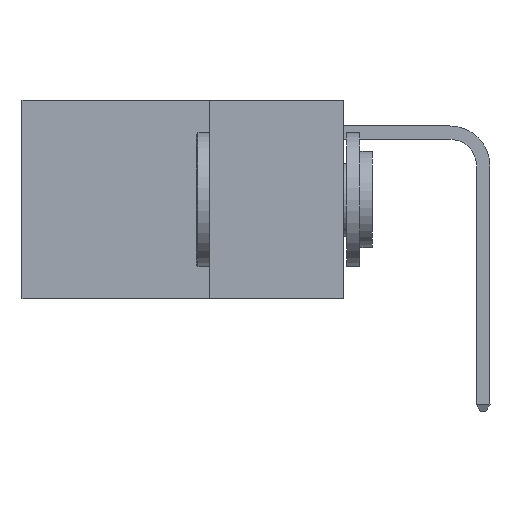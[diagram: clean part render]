
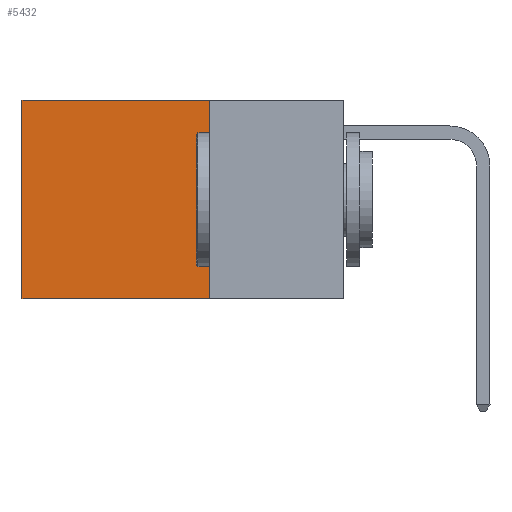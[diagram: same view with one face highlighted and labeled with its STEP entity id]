
A CAD part, left-side view. The second image highlights one B-rep face of the part: STEP entity #5432.
In plain terms, the highlighted planar face has unit normal (-1, 0, 0).
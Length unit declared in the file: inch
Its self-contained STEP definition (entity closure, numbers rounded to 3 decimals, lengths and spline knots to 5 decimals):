
#105 = CARTESIAN_POINT ( 'NONE',  ( 0.2625, 0.25, 0. ) ) ;
#112 = DIRECTION ( 'NONE',  ( 0., 1., 0. ) ) ;
#1170 = EDGE_CURVE ( 'NONE', #6483, #5134, #9870, .T. ) ;
#1784 = FACE_OUTER_BOUND ( 'NONE', #4845, .T. ) ;
#2522 = DIRECTION ( 'NONE',  ( 0., 0., -1. ) ) ;
#2529 = DIRECTION ( 'NONE',  ( 1., 0., 0. ) ) ;
#2533 = PLANE ( 'NONE',  #10492 ) ;
#2569 = CARTESIAN_POINT ( 'NONE',  ( 0.2625, 0.25, 0. ) ) ;
#3231 = VECTOR ( 'NONE', #4870, 39.37008 ) ;
#3571 = DIRECTION ( 'NONE',  ( 0., 1., 0. ) ) ;
#4184 = VERTEX_POINT ( 'NONE', #11834 ) ;
#4331 = LINE ( 'NONE', #11135, #10249 ) ;
#4772 = CARTESIAN_POINT ( 'NONE',  ( 0.2625, 0.25, -0.37 ) ) ;
#4845 = EDGE_LOOP ( 'NONE', ( #8296, #15127, #13541, #10109 ) ) ;
#4870 = DIRECTION ( 'NONE',  ( 0., 0., -1. ) ) ;
#4938 = CARTESIAN_POINT ( 'NONE',  ( 0.2625, 0.6, -0.37 ) ) ;
#5134 = VERTEX_POINT ( 'NONE', #4772 ) ;
#5432 = ADVANCED_FACE ( 'NONE', ( #1784 ), #2533, .F. ) ;
#5701 = LINE ( 'NONE', #14033, #11610 ) ;
#5772 = EDGE_CURVE ( 'NONE', #6483, #4184, #8438, .T. ) ;
#6096 = CARTESIAN_POINT ( 'NONE',  ( 0.2625, 0.25, 0. ) ) ;
#6483 = VERTEX_POINT ( 'NONE', #11569 ) ;
#8296 = ORIENTED_EDGE ( 'NONE', *, *, #14308, .T. ) ;
#8438 = LINE ( 'NONE', #105, #14543 ) ;
#9255 = VERTEX_POINT ( 'NONE', #4938 ) ;
#9870 = LINE ( 'NONE', #6096, #3231 ) ;
#10109 = ORIENTED_EDGE ( 'NONE', *, *, #5772, .T. ) ;
#10249 = VECTOR ( 'NONE', #12352, 39.37008 ) ;
#10492 = AXIS2_PLACEMENT_3D ( 'NONE', #2569, #2529, #2522 ) ;
#11135 = CARTESIAN_POINT ( 'NONE',  ( 0.2625, 0.6, 0. ) ) ;
#11569 = CARTESIAN_POINT ( 'NONE',  ( 0.2625, 0.25, 0. ) ) ;
#11610 = VECTOR ( 'NONE', #3571, 39.37008 ) ;
#11834 = CARTESIAN_POINT ( 'NONE',  ( 0.2625, 0.6, 0. ) ) ;
#12352 = DIRECTION ( 'NONE',  ( 0., 0., -1. ) ) ;
#12649 = EDGE_CURVE ( 'NONE', #5134, #9255, #5701, .T. ) ;
#13541 = ORIENTED_EDGE ( 'NONE', *, *, #1170, .F. ) ;
#14033 = CARTESIAN_POINT ( 'NONE',  ( 0.2625, 0.25, -0.37 ) ) ;
#14308 = EDGE_CURVE ( 'NONE', #4184, #9255, #4331, .T. ) ;
#14543 = VECTOR ( 'NONE', #112, 39.37008 ) ;
#15127 = ORIENTED_EDGE ( 'NONE', *, *, #12649, .F. ) ;
